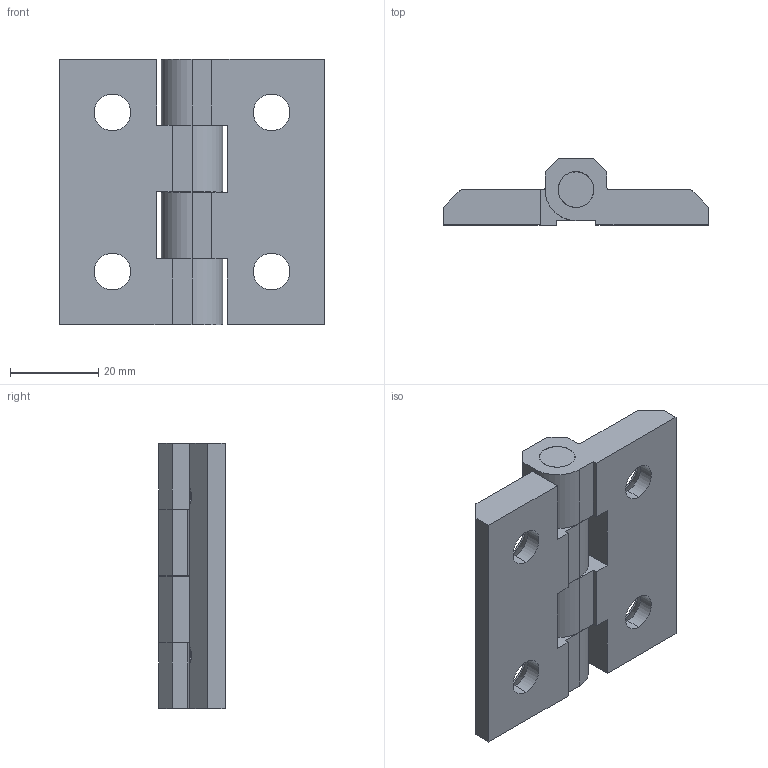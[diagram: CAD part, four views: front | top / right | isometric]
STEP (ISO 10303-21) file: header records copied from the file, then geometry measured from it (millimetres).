
FILE_DESCRIPTION (( 'STEP AP214' ), '1' );
FILE_NAME ('09576060e.STEP', '2014-08-14T13:11:36', ( '' ), ( '' ), 'SwSTEP 2.0', 'SolidWorks 2014', '' );
FILE_SCHEMA (( 'AUTOMOTIVE_DESIGN' ));
Length unit declared in the file: millimetre
Products named in the file (4): 09576060e; 09576060e-1_09576060e-1; 09576060e-1_09576060e-2; 09576060e-3
Assembly tree (3 placements, depth 2):
  09576060e
    09576060e-1_09576060e-1
    09576060e-1_09576060e-2
    09576060e-3
Bounding box: 60 x 15 x 60 mm (x, y, z)
Volume: 28154.6 mm3; surface area: 14258.8 mm2
Topology: 3 solids, 3 shells, 100 faces, 270 edges, 174 vertices
Faces by surface type: plane 54, cylinder 36, cone 10
Entity records: 3310 total; most frequent: CARTESIAN_POINT 562, DIRECTION 556, ORIENTED_EDGE 540, EDGE_CURVE 270, LINE 188, VECTOR 188, AXIS2_PLACEMENT_3D 184, VERTEX_POINT 174
